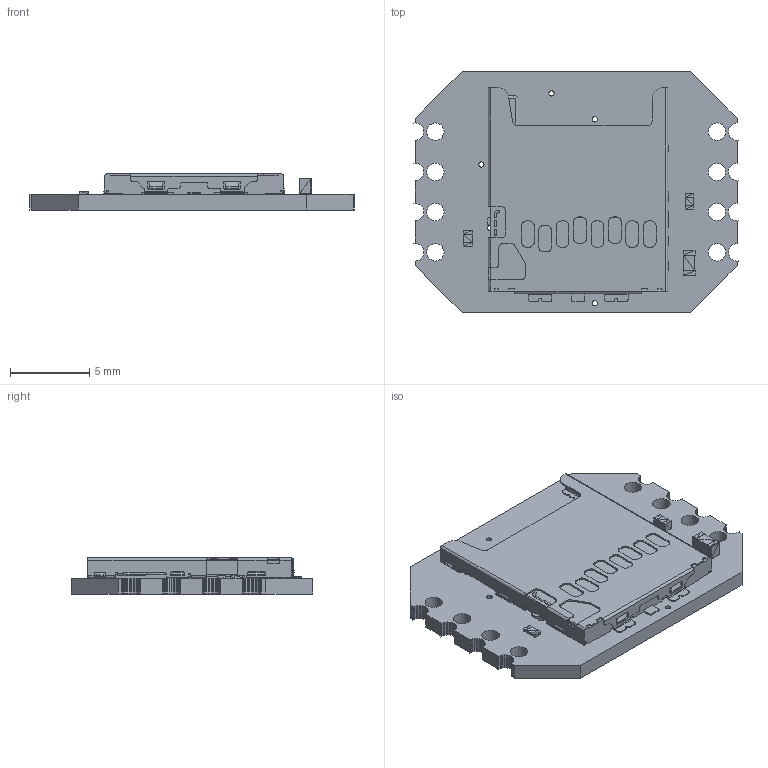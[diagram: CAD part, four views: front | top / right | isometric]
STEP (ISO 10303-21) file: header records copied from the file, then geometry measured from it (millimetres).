
FILE_DESCRIPTION(('for SolidWorks'),'2;1');
FILE_NAME('SDmicro.step','2015-04-29T18:53:25',('Chris Hamilton'),(''), 'Open CASCADE STEP processor 6.6','Diptrace','Unknown');
FILE_SCHEMA(('AUTOMOTIVE_DESIGN { 1 0 10303 214 1 1 1 1 }'));
Length unit declared in the file: millimetre
Products named in the file (6): PCB; Board; Model_2; cap_0603; cap_0402; res_0402
Assembly tree (5 placements, depth 2):
  PCB
    Board
    Model_2
    cap_0603
    cap_0402
    res_0402
Bounding box: 20.47 x 15.24 x 2.28 mm (x, y, z)
Volume: 279.9 mm3; surface area: 1059.5 mm2
Topology: 1 solids, 7 shells, 1573 faces, 3956 edges, 2416 vertices
Faces by surface type: plane 1259, cylinder 267, cone 44, torus 3
Full cylindrical faces by diameter (mm): 0.33 x10, 1.1 x8
Entity records: 55793 total; most frequent: CARTESIAN_POINT 8220, ORIENTED_EDGE 7912, DIRECTION 7625, EDGE_CURVE 3956, LINE 3311, VECTOR 3311, VERTEX_POINT 2416, AXIS2_PLACEMENT_3D 2157
